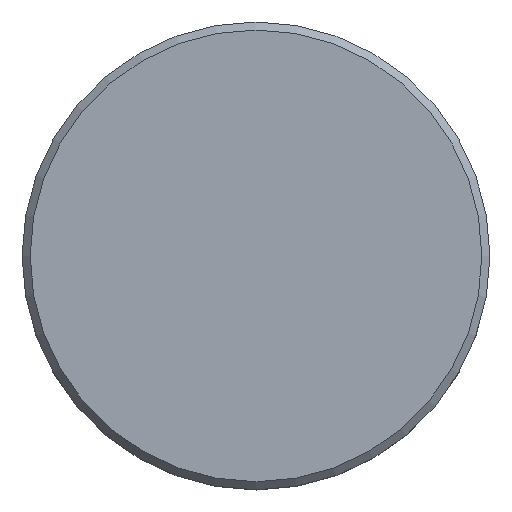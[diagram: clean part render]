
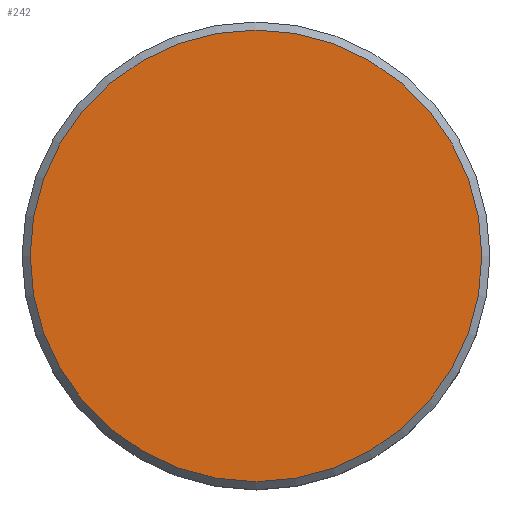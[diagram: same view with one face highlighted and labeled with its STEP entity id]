
A CAD part, top view. The second image highlights one B-rep face of the part: STEP entity #242.
In plain terms, the highlighted planar face has unit normal (0, 0, 1).
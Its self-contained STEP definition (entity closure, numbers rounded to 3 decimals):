
#242=ADVANCED_FACE('',(#324),#292,.T.);
#292=PLANE('',#903);
#324=FACE_OUTER_BOUND('',#365,.T.);
#365=EDGE_LOOP('',(#424));
#424=ORIENTED_EDGE('',*,*,#763,.T.);
#676=VERTEX_POINT('',#1258);
#763=EDGE_CURVE('',#676,#676,#889,.T.);
#889=CIRCLE('',#902,28.);
#902=AXIS2_PLACEMENT_3D('',#1257,#1002,#1003);
#903=AXIS2_PLACEMENT_3D('',#1259,#1004,#1005);
#1002=DIRECTION('',(0.,0.,1.));
#1003=DIRECTION('',(0.,1.,0.));
#1004=DIRECTION('',(0.,0.,1.));
#1005=DIRECTION('',(0.,1.,0.));
#1257=CARTESIAN_POINT('',(0.,0.,16.));
#1258=CARTESIAN_POINT('',(0.,28.,16.));
#1259=CARTESIAN_POINT('',(0.,0.,16.));
